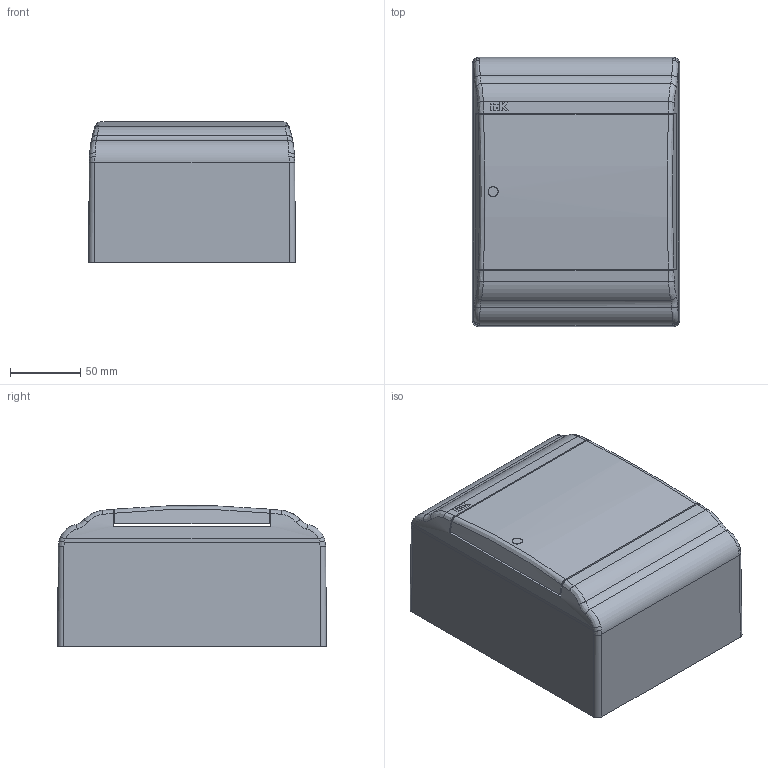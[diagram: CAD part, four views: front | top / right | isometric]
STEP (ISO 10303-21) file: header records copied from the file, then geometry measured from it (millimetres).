
FILE_DESCRIPTION (( 'STEP AP214' ), '1' );
FILE_NAME ('MKP82-N-04-41-20 Áîêñ ÙÐÍ-Ï-4 ìîäóëÿ íàâåñí.ïëàñòèê IP41 PRIME.STEP', '2016-09-01T09:32:43', ( '' ), ( '' ), 'SwSTEP 2.0', 'SolidWorks 2014', '' );
FILE_SCHEMA (( 'AUTOMOTIVE_DESIGN' ));
Length unit declared in the file: millimetre
Products named in the file (1): MKP82-N-04-41-20 Áîêñ ÙÐÍ-Ï-4 ìîäóëÿ íàâåñí.ïëàñòèê IP41 PRIME
Bounding box: 147.05 x 191.05 x 100 mm (x, y, z)
Volume: 513241.6 mm3; surface area: 333661.5 mm2
Topology: 9 solids, 9 shells, 1419 faces, 3678 edges, 2421 vertices
Faces by surface type: plane 846, bspline 335, cylinder 186, cone 52
Entity records: 67535 total; most frequent: CARTESIAN_POINT 19338, ORIENTED_EDGE 7356, DIRECTION 5463, EDGE_CURVE 3678, VECTOR 2505, LINE 2505, VERTEX_POINT 2421, EDGE_LOOP 1591
